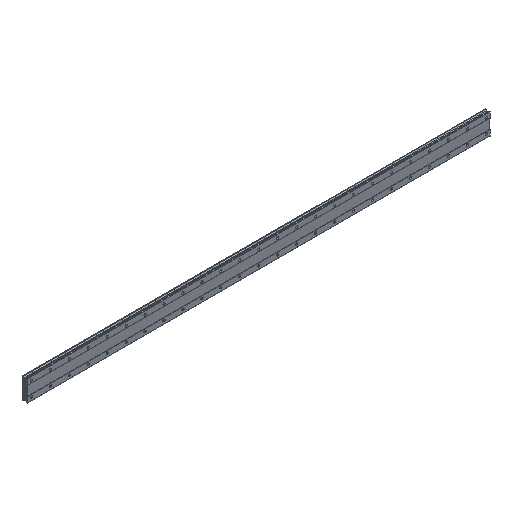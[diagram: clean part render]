
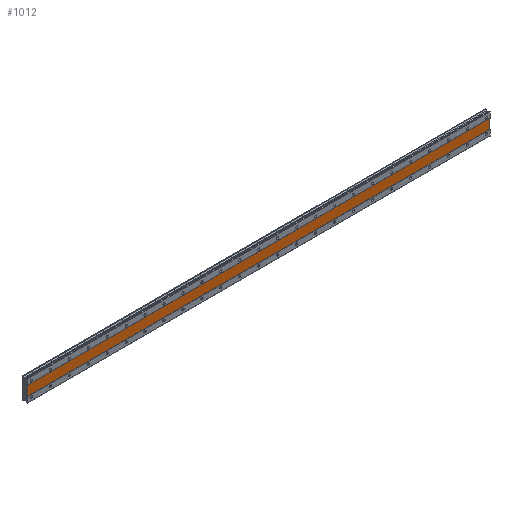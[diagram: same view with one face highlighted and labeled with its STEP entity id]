
A CAD part, isometric view. The second image highlights one B-rep face of the part: STEP entity #1012.
In plain terms, the highlighted planar face has unit normal (0, -1, 0).
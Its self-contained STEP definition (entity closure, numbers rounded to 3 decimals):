
#568 = DIRECTION ( 'NONE',  ( 0., 0., 1. ) ) ;
#699 = CARTESIAN_POINT ( 'NONE',  ( -15., 1., 20. ) ) ;
#922 = LINE ( 'NONE', #7065, #2938 ) ;
#1012 = ADVANCED_FACE ( 'NONE', ( #3085 ), #8558, .F. ) ;
#1013 = LINE ( 'NONE', #2311, #4551 ) ;
#1079 = VERTEX_POINT ( 'NONE', #2591 ) ;
#1268 = EDGE_LOOP ( 'NONE', ( #5868, #2962, #2063, #3675 ) ) ;
#1303 = EDGE_CURVE ( 'NONE', #1079, #4921, #1013, .T. ) ;
#1333 = DIRECTION ( 'NONE',  ( 1., 0., 0. ) ) ;
#1603 = EDGE_CURVE ( 'NONE', #4921, #5236, #922, .T. ) ;
#1904 = VECTOR ( 'NONE', #1333, 1000. ) ;
#2063 = ORIENTED_EDGE ( 'NONE', *, *, #7205, .F. ) ;
#2311 = CARTESIAN_POINT ( 'NONE',  ( 1935., 1., 20. ) ) ;
#2413 = CARTESIAN_POINT ( 'NONE',  ( 1935., 1., 20. ) ) ;
#2460 = VERTEX_POINT ( 'NONE', #699 ) ;
#2591 = CARTESIAN_POINT ( 'NONE',  ( 1935., 1., 20. ) ) ;
#2938 = VECTOR ( 'NONE', #7111, 1000. ) ;
#2962 = ORIENTED_EDGE ( 'NONE', *, *, #1303, .F. ) ;
#3085 = FACE_OUTER_BOUND ( 'NONE', #1268, .T. ) ;
#3675 = ORIENTED_EDGE ( 'NONE', *, *, #4161, .F. ) ;
#3735 = DIRECTION ( 'NONE',  ( 0., 0., -1. ) ) ;
#3793 = DIRECTION ( 'NONE',  ( 0., 1., 0. ) ) ;
#3812 = AXIS2_PLACEMENT_3D ( 'NONE', #2413, #3793, #568 ) ;
#3849 = VECTOR ( 'NONE', #5082, 1000. ) ;
#4161 = EDGE_CURVE ( 'NONE', #5236, #2460, #6183, .T. ) ;
#4363 = CARTESIAN_POINT ( 'NONE',  ( -15., 1., 20. ) ) ;
#4551 = VECTOR ( 'NONE', #3735, 1000. ) ;
#4921 = VERTEX_POINT ( 'NONE', #7984 ) ;
#5082 = DIRECTION ( 'NONE',  ( 0., 0., 1. ) ) ;
#5236 = VERTEX_POINT ( 'NONE', #8150 ) ;
#5432 = CARTESIAN_POINT ( 'NONE',  ( 1935., 1., 20. ) ) ;
#5868 = ORIENTED_EDGE ( 'NONE', *, *, #1603, .F. ) ;
#6183 = LINE ( 'NONE', #4363, #3849 ) ;
#6748 = LINE ( 'NONE', #5432, #1904 ) ;
#7065 = CARTESIAN_POINT ( 'NONE',  ( 1935., 1., -20. ) ) ;
#7111 = DIRECTION ( 'NONE',  ( -1., 0., 0. ) ) ;
#7205 = EDGE_CURVE ( 'NONE', #2460, #1079, #6748, .T. ) ;
#7984 = CARTESIAN_POINT ( 'NONE',  ( 1935., 1., -20. ) ) ;
#8150 = CARTESIAN_POINT ( 'NONE',  ( -15., 1., -20. ) ) ;
#8558 = PLANE ( 'NONE',  #3812 ) ;
